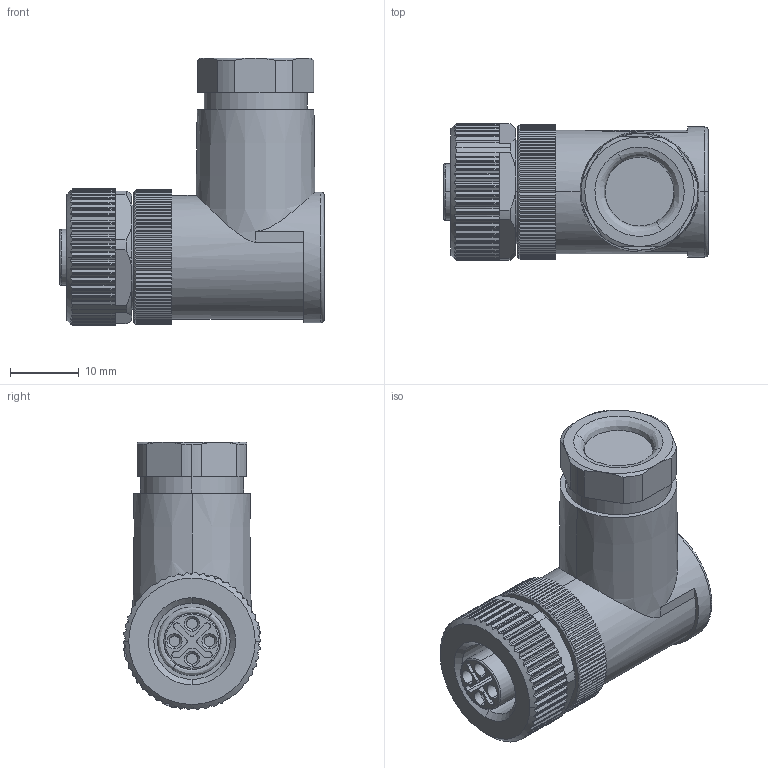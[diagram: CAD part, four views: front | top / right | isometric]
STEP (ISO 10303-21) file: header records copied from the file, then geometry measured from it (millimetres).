
FILE_DESCRIPTION (( 'STEP AP203' ), '1' );
FILE_NAME ('P173.STEP', '2020-05-12T06:39:06', ( 'edpusr' ), ( 'Microsoft' ), 'SwSTEP 2.0', 'SolidWorks 2015', '' );
FILE_SCHEMA (( 'CONFIG_CONTROL_DESIGN' ));
Length unit declared in the file: millimetre
Products named in the file (1): P173
Bounding box: 38.5 x 20 x 38.99 mm (x, y, z)
Volume: 14262.9 mm3; surface area: 6322.5 mm2
Topology: 1 solids, 8 shells, 1071 faces, 3026 edges, 2000 vertices
Faces by surface type: plane 445, cylinder 404, bspline 181, cone 41
Entity records: 40545 total; most frequent: CARTESIAN_POINT 14252, ORIENTED_EDGE 6052, DIRECTION 4690, EDGE_CURVE 3026, VERTEX_POINT 2000, AXIS2_PLACEMENT_3D 1619, LINE 1452, VECTOR 1452
